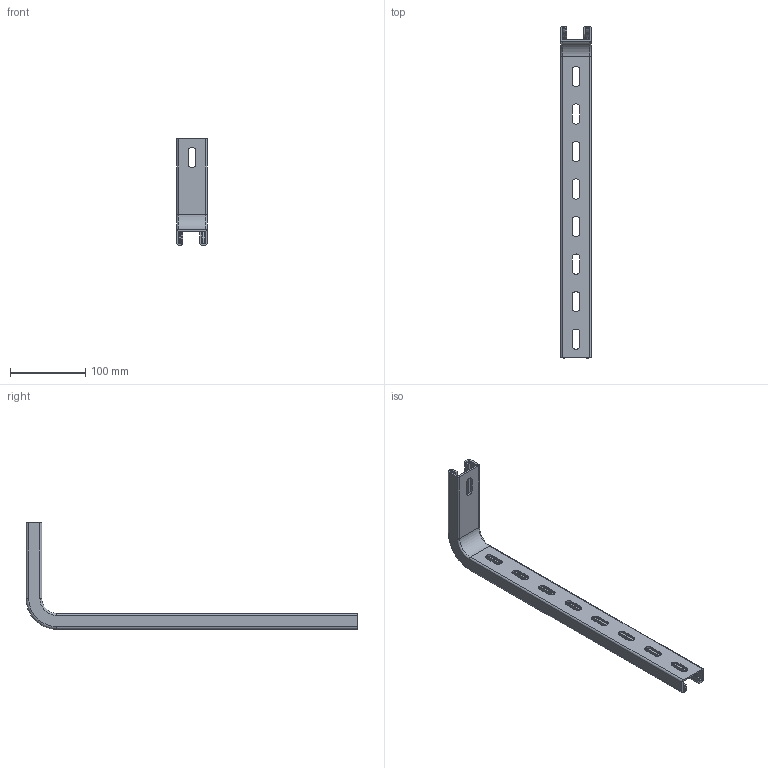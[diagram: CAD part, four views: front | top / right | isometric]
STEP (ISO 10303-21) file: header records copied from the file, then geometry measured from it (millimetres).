
FILE_DESCRIPTION (( 'STEP AP203' ), '1' );
FILE_NAME ('Êîíñîëü BBC-30_BBC3040.STEP', '2012-11-19T06:36:26', ( 'Àñååâ' ), ( '' ), 'SwSTEP 2.0', 'SolidWorks 2012', '' );
FILE_SCHEMA (( 'CONFIG_CONTROL_DESIGN' ));
Length unit declared in the file: millimetre
Products named in the file (1): Êîíñîëü BBC-30_BBC3040
Bounding box: 41 x 442 x 142 mm (x, y, z)
Volume: 134042.5 mm3; surface area: 111344.2 mm2
Topology: 1 solids, 1 shells, 106 faces, 288 edges, 184 vertices
Faces by surface type: cylinder 50, plane 44, torus 12
Entity records: 3465 total; most frequent: DIRECTION 614, CARTESIAN_POINT 579, ORIENTED_EDGE 576, EDGE_CURVE 288, AXIS2_PLACEMENT_3D 219, VERTEX_POINT 184, VECTOR 176, LINE 176
